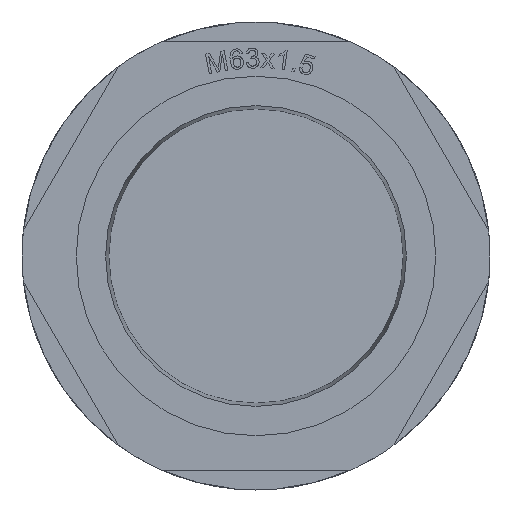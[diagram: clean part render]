
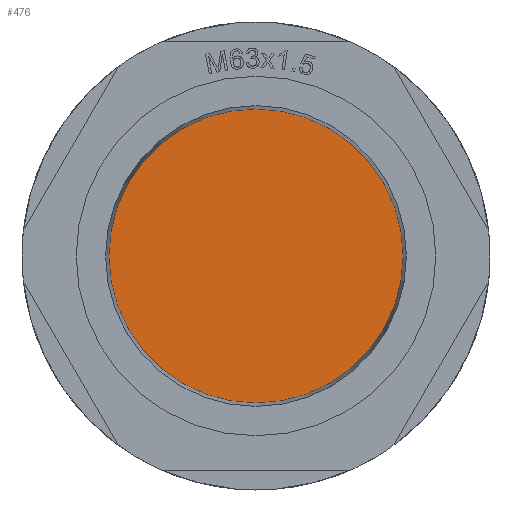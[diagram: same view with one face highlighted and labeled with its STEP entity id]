
A CAD part, front view. The second image highlights one B-rep face of the part: STEP entity #476.
In plain terms, the highlighted planar face has unit normal (0, -1, 0).
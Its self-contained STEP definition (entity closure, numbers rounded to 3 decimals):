
#12 = AXIS2_PLACEMENT_3D ( 'NONE', #9196, #17372, #14027 ) ;
#476 = ADVANCED_FACE ( 'NONE', ( #633 ), #13930, .F. ) ;
#633 = FACE_OUTER_BOUND ( 'NONE', #21562, .T. ) ;
#3105 = EDGE_CURVE ( 'NONE', #17236, #4931, #15560, .T. ) ;
#4931 = VERTEX_POINT ( 'NONE', #9325 ) ;
#5605 = ORIENTED_EDGE ( 'NONE', *, *, #3105, .T. ) ;
#6504 = DIRECTION ( 'NONE',  ( 0., -1., 0. ) ) ;
#7348 = CARTESIAN_POINT ( 'NONE',  ( 0., 47.7, 0. ) ) ;
#9043 = DIRECTION ( 'NONE',  ( -1., 0., 0. ) ) ;
#9196 = CARTESIAN_POINT ( 'NONE',  ( 0., 47.7, 0. ) ) ;
#9204 = EDGE_CURVE ( 'NONE', #4931, #17236, #13242, .T. ) ;
#9325 = CARTESIAN_POINT ( 'NONE',  ( -25.777, 47.7, 0. ) ) ;
#9763 = ORIENTED_EDGE ( 'NONE', *, *, #9204, .T. ) ;
#13242 = CIRCLE ( 'NONE', #18654, 25.777 ) ;
#13930 = PLANE ( 'NONE',  #12 ) ;
#14027 = DIRECTION ( 'NONE',  ( -1., 0., 0. ) ) ;
#15560 = CIRCLE ( 'NONE', #16652, 25.777 ) ;
#16652 = AXIS2_PLACEMENT_3D ( 'NONE', #16669, #6504, #18392 ) ;
#16669 = CARTESIAN_POINT ( 'NONE',  ( 0., 47.7, 0. ) ) ;
#16748 = CARTESIAN_POINT ( 'NONE',  ( 25.777, 47.7, 0. ) ) ;
#17236 = VERTEX_POINT ( 'NONE', #16748 ) ;
#17372 = DIRECTION ( 'NONE',  ( 0., 1., 0. ) ) ;
#18392 = DIRECTION ( 'NONE',  ( -1., 0., 0. ) ) ;
#18654 = AXIS2_PLACEMENT_3D ( 'NONE', #7348, #19221, #9043 ) ;
#19221 = DIRECTION ( 'NONE',  ( 0., -1., 0. ) ) ;
#21562 = EDGE_LOOP ( 'NONE', ( #5605, #9763 ) ) ;
